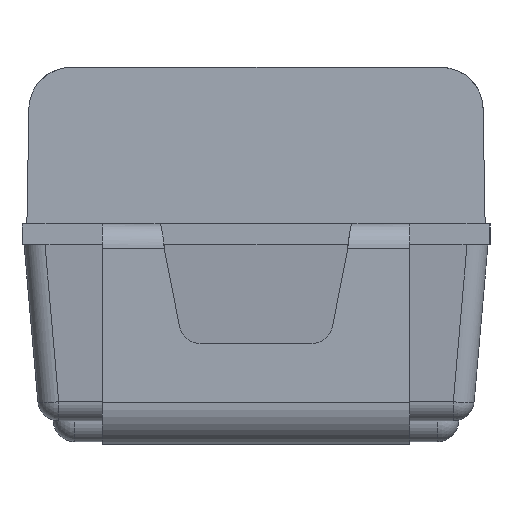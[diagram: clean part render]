
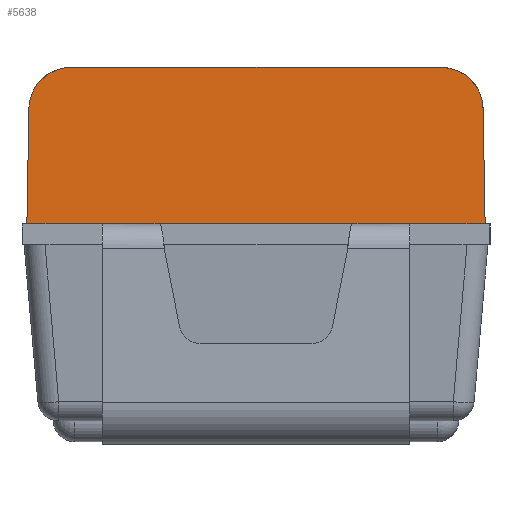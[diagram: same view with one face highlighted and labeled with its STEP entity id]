
A CAD part, left-side view. The second image highlights one B-rep face of the part: STEP entity #5638.
In plain terms, the highlighted planar face has unit normal (-1, 0, 0.018).
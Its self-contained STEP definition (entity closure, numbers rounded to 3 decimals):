
#232 = ORIENTED_EDGE ( 'NONE', *, *, #4250, .T. ) ;
#304 = LINE ( 'NONE', #8016, #3364 ) ;
#325 = ORIENTED_EDGE ( 'NONE', *, *, #4117, .F. ) ;
#436 = CARTESIAN_POINT ( 'NONE',  ( -2.875, -1.64, 1.58 ) ) ;
#481 = VERTEX_POINT ( 'NONE', #3205 ) ;
#518 = VERTEX_POINT ( 'NONE', #959 ) ;
#524 = VERTEX_POINT ( 'NONE', #8823 ) ;
#596 = ORIENTED_EDGE ( 'NONE', *, *, #7607, .T. ) ;
#740 = VECTOR ( 'NONE', #2762, 1000. ) ;
#789 = ORIENTED_EDGE ( 'NONE', *, *, #9111, .T. ) ;
#948 = CARTESIAN_POINT ( 'NONE',  ( -2.875, 1.64, 1.58 ) ) ;
#959 = CARTESIAN_POINT ( 'NONE',  ( -2.875, 0.687, 1.58 ) ) ;
#1196 = CARTESIAN_POINT ( 'NONE',  ( -2.875, 0.687, 1.58 ) ) ;
#1373 = CARTESIAN_POINT ( 'NONE',  ( -2.855, 1.498, 2.7 ) ) ;
#1407 = CARTESIAN_POINT ( 'NONE',  ( -2.855, 1.325, 2.7 ) ) ;
#1431 = DIRECTION ( 'NONE',  ( 0., -1., 0. ) ) ;
#1623 = FACE_OUTER_BOUND ( 'NONE', #6504, .T. ) ;
#1729 = VECTOR ( 'NONE', #7157, 1000. ) ;
#1932 = ORIENTED_EDGE ( 'NONE', *, *, #6456, .F. ) ;
#2092 = LINE ( 'NONE', #6437, #1729 ) ;
#2250 = EDGE_CURVE ( 'NONE', #10070, #8475, #5866, .T. ) ;
#2399 = CARTESIAN_POINT ( 'NONE',  ( -2.875, 1.64, 1.58 ) ) ;
#2550 = EDGE_CURVE ( 'NONE', #8834, #481, #7993, .T. ) ;
#2575 = CARTESIAN_POINT ( 'NONE',  ( -2.861, -1.626, 2.404 ) ) ;
#2642 = LINE ( 'NONE', #1196, #8145 ) ;
#2668 = VERTEX_POINT ( 'NONE', #9227 ) ;
#2757 = CARTESIAN_POINT ( 'NONE',  ( -2.855, -1.498, 2.7 ) ) ;
#2762 = DIRECTION ( 'NONE',  ( 0., -1., 0. ) ) ;
#2816 = VERTEX_POINT ( 'NONE', #2575 ) ;
#2879 = CARTESIAN_POINT ( 'NONE',  ( -2.875, 1.64, 1.58 ) ) ;
#2926 = CARTESIAN_POINT ( 'NONE',  ( -2.861, 1.626, 2.404 ) ) ;
#2950 = DIRECTION ( 'NONE',  ( 0.017, 0., 1. ) ) ;
#3205 = CARTESIAN_POINT ( 'NONE',  ( -2.875, -1.1, 1.58 ) ) ;
#3364 = VECTOR ( 'NONE', #6511, 1000. ) ;
#3431 = CARTESIAN_POINT ( 'NONE',  ( -2.875, 1.64, 1.58 ) ) ;
#3622 = CARTESIAN_POINT ( 'NONE',  ( -2.855, -1.325, 2.7 ) ) ;
#3743 = CARTESIAN_POINT ( 'NONE',  ( -2.875, 1.1, 1.58 ) ) ;
#3785 = ORIENTED_EDGE ( 'NONE', *, *, #2250, .T. ) ;
#3796 = VECTOR ( 'NONE', #7925, 1000. ) ;
#4117 = EDGE_CURVE ( 'NONE', #2816, #4672, #9848, .T. ) ;
#4250 = EDGE_CURVE ( 'NONE', #2668, #518, #304, .T. ) ;
#4260 = CARTESIAN_POINT ( 'NONE',  ( -2.875, 1.64, 1.58 ) ) ;
#4495 = VERTEX_POINT ( 'NONE', #4574 ) ;
#4555 = ORIENTED_EDGE ( 'NONE', *, *, #2550, .T. ) ;
#4574 = CARTESIAN_POINT ( 'NONE',  ( -2.855, -1.325, 2.7 ) ) ;
#4672 = VERTEX_POINT ( 'NONE', #436 ) ;
#4777 = DIRECTION ( 'NONE',  ( -0.017, -0.017, -1. ) ) ;
#4977 = EDGE_CURVE ( 'NONE', #8475, #2668, #6699, .T. ) ;
#5074 = CARTESIAN_POINT ( 'NONE',  ( -2.861, 1.626, 2.404 ) ) ;
#5127 = AXIS2_PLACEMENT_3D ( 'NONE', #2879, #6793, #2950 ) ;
#5142 = CARTESIAN_POINT ( 'NONE',  ( -2.858, -1.623, 2.578 ) ) ;
#5428 = LINE ( 'NONE', #2399, #8488 ) ;
#5470 = EDGE_CURVE ( 'NONE', #524, #10070, #6421, .T. ) ;
#5638 = ADVANCED_FACE ( 'NONE', ( #1623 ), #9208, .T. ) ;
#5659 = CARTESIAN_POINT ( 'NONE',  ( -2.875, -0.687, 1.58 ) ) ;
#5847 = DIRECTION ( 'NONE',  ( 0., 1., 0. ) ) ;
#5866 = LINE ( 'NONE', #948, #3796 ) ;
#6016 = EDGE_CURVE ( 'NONE', #524, #4495, #2092, .T. ) ;
#6418 = CARTESIAN_POINT ( 'NONE',  ( -2.875, -1.64, 1.58 ) ) ;
#6421 =( BOUNDED_CURVE ( )  B_SPLINE_CURVE ( 3, ( #1407, #1373, #9222, #2926 ),
 .UNSPECIFIED., .F., .F. ) 
 B_SPLINE_CURVE_WITH_KNOTS ( ( 4, 4 ),
 ( 3.142, 4.695 ),
 .UNSPECIFIED. ) 
 CURVE ( )  GEOMETRIC_REPRESENTATION_ITEM ( )  RATIONAL_B_SPLINE_CURVE ( ( 1., 0.809, 0.809, 1. ) ) 
 REPRESENTATION_ITEM ( '' )  );
#6437 = CARTESIAN_POINT ( 'NONE',  ( -2.855, 1.64, 2.7 ) ) ;
#6456 = EDGE_CURVE ( 'NONE', #8834, #518, #2642, .T. ) ;
#6504 = EDGE_LOOP ( 'NONE', ( #325, #789, #6700, #8526, #3785, #7538, #232, #1932, #4555, #596 ) ) ;
#6511 = DIRECTION ( 'NONE',  ( 0., -1., 0. ) ) ;
#6699 = LINE ( 'NONE', #4260, #740 ) ;
#6700 = ORIENTED_EDGE ( 'NONE', *, *, #6016, .F. ) ;
#6793 = DIRECTION ( 'NONE',  ( -1., 0., 0.017 ) ) ;
#7157 = DIRECTION ( 'NONE',  ( 0., -1., 0. ) ) ;
#7538 = ORIENTED_EDGE ( 'NONE', *, *, #4977, .T. ) ;
#7607 = EDGE_CURVE ( 'NONE', #481, #4672, #5428, .T. ) ;
#7925 = DIRECTION ( 'NONE',  ( -0.017, 0.017, -1. ) ) ;
#7993 = LINE ( 'NONE', #3743, #8486 ) ;
#8016 = CARTESIAN_POINT ( 'NONE',  ( -2.875, 1.1, 1.58 ) ) ;
#8118 = VECTOR ( 'NONE', #4777, 1000. ) ;
#8145 = VECTOR ( 'NONE', #5847, 1000. ) ;
#8276 = CARTESIAN_POINT ( 'NONE',  ( -2.861, -1.626, 2.404 ) ) ;
#8475 = VERTEX_POINT ( 'NONE', #3431 ) ;
#8486 = VECTOR ( 'NONE', #1431, 1000. ) ;
#8488 = VECTOR ( 'NONE', #8506, 1000. ) ;
#8506 = DIRECTION ( 'NONE',  ( 0., -1., 0. ) ) ;
#8526 = ORIENTED_EDGE ( 'NONE', *, *, #5470, .T. ) ;
#8609 =( BOUNDED_CURVE ( )  B_SPLINE_CURVE ( 3, ( #8276, #5142, #2757, #3622 ),
 .UNSPECIFIED., .F., .F. ) 
 B_SPLINE_CURVE_WITH_KNOTS ( ( 4, 4 ),
 ( 4.73, 6.283 ),
 .UNSPECIFIED. ) 
 CURVE ( )  GEOMETRIC_REPRESENTATION_ITEM ( )  RATIONAL_B_SPLINE_CURVE ( ( 1., 0.809, 0.809, 1. ) ) 
 REPRESENTATION_ITEM ( '' )  );
#8823 = CARTESIAN_POINT ( 'NONE',  ( -2.855, 1.325, 2.7 ) ) ;
#8834 = VERTEX_POINT ( 'NONE', #5659 ) ;
#9111 = EDGE_CURVE ( 'NONE', #2816, #4495, #8609, .T. ) ;
#9208 = PLANE ( 'NONE',  #5127 ) ;
#9222 = CARTESIAN_POINT ( 'NONE',  ( -2.858, 1.623, 2.578 ) ) ;
#9227 = CARTESIAN_POINT ( 'NONE',  ( -2.875, 1.1, 1.58 ) ) ;
#9848 = LINE ( 'NONE', #6418, #8118 ) ;
#10070 = VERTEX_POINT ( 'NONE', #5074 ) ;
